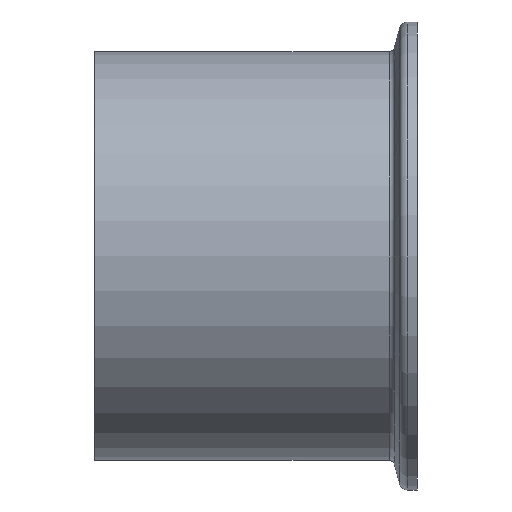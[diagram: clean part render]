
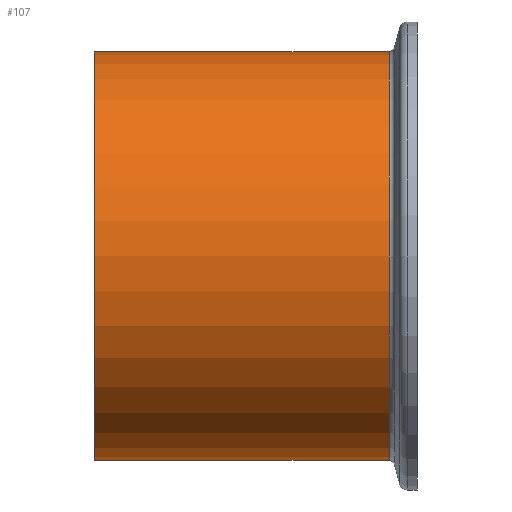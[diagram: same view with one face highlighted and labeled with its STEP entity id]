
A CAD part, front view. The second image highlights one B-rep face of the part: STEP entity #107.
In plain terms, the highlighted cylindrical face has radius 38 mm (diameter 76 mm), a full revolution.
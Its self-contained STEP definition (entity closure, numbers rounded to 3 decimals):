
#22=CYLINDRICAL_SURFACE('',#136,38.);
#40=ORIENTED_EDGE('',*,*,#47,.F.);
#41=ORIENTED_EDGE('',*,*,#43,.T.);
#43=EDGE_CURVE('',#51,#51,#59,.T.);
#47=EDGE_CURVE('',#55,#55,#63,.T.);
#51=VERTEX_POINT('',#176);
#55=VERTEX_POINT('',#186);
#59=CIRCLE('',#123,38.);
#63=CIRCLE('',#129,38.);
#80=EDGE_LOOP('',(#40));
#81=EDGE_LOOP('',(#41));
#96=FACE_BOUND('',#80,.T.);
#97=FACE_BOUND('',#81,.T.);
#107=ADVANCED_FACE('',(#96,#97),#22,.T.);
#123=AXIS2_PLACEMENT_3D('',#175,#143,#144);
#129=AXIS2_PLACEMENT_3D('',#185,#155,#156);
#136=AXIS2_PLACEMENT_3D('',#195,#169,#170);
#143=DIRECTION('',(1.,0.,0.));
#144=DIRECTION('',(0.,1.,0.));
#155=DIRECTION('',(1.,0.,0.));
#156=DIRECTION('',(0.,1.,0.));
#169=DIRECTION('',(1.,0.,0.));
#170=DIRECTION('',(0.,1.,0.));
#175=CARTESIAN_POINT('',(-45.,0.,0.));
#176=CARTESIAN_POINT('',(-45.,38.,0.));
#185=CARTESIAN_POINT('',(9.759,0.,0.));
#186=CARTESIAN_POINT('',(9.759,38.,0.));
#195=CARTESIAN_POINT('',(-2.621,0.,0.));
